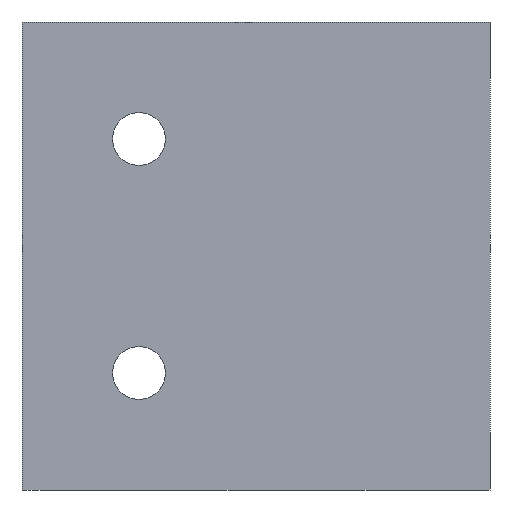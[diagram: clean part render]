
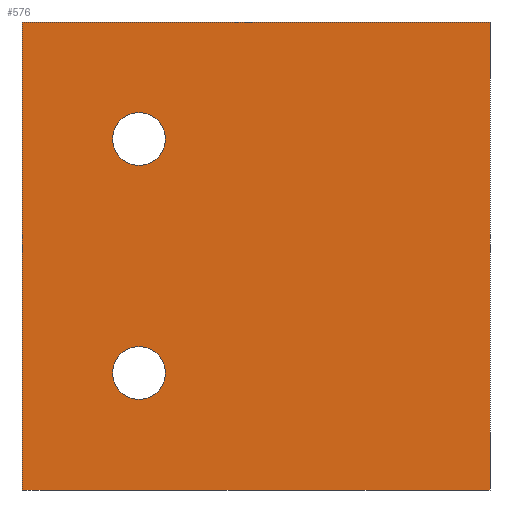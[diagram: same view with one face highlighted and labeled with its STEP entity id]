
A CAD part, left-side view. The second image highlights one B-rep face of the part: STEP entity #576.
In plain terms, the highlighted planar face has unit normal (-1, 0, 0).
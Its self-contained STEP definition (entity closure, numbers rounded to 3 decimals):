
#383=CARTESIAN_POINT('',(0.0,60.,24.5));
#384=VERTEX_POINT('',#383);
#385=CARTESIAN_POINT('',(0.0,60.,20.0));
#386=DIRECTION('',(1.0,0.0,0.0));
#387=DIRECTION('',(0.0,0.0,-1.0));
#388=AXIS2_PLACEMENT_3D('',#385,#386,#387);
#389=CIRCLE('',#388,4.5);
#390=EDGE_CURVE('',#384,#384,#389,.T.);
#451=CARTESIAN_POINT('',(0.0,60.,-15.5));
#452=VERTEX_POINT('',#451);
#453=CARTESIAN_POINT('',(0.0,60.,-20.0));
#454=DIRECTION('',(1.0,0.0,0.0));
#455=DIRECTION('',(0.0,0.0,-1.0));
#456=AXIS2_PLACEMENT_3D('',#453,#454,#455);
#457=CIRCLE('',#456,4.5);
#458=EDGE_CURVE('',#452,#452,#457,.T.);
#481=CARTESIAN_POINT('',(0.0,0.0,-40.0));
#482=VERTEX_POINT('',#481);
#489=CARTESIAN_POINT('',(0.0,80.0,-40.0));
#490=VERTEX_POINT('',#489);
#491=CARTESIAN_POINT('',(0.0,80.0,-40.0));
#492=DIRECTION('',(0.0,-1.0,0.0));
#493=VECTOR('',#492,80.0);
#494=LINE('',#491,#493);
#495=EDGE_CURVE('',#490,#482,#494,.T.);
#540=CARTESIAN_POINT('',(0.0,0.0,0.0));
#541=DIRECTION('',(-1.0,0.0,0.0));
#542=DIRECTION('',(0.0,0.0,1.0));
#543=AXIS2_PLACEMENT_3D('',#540,#541,#542);
#544=PLANE('',#543);
#545=CARTESIAN_POINT('',(0.0,0.0,40.0));
#546=VERTEX_POINT('',#545);
#547=CARTESIAN_POINT('',(0.0,80.0,40.0));
#548=VERTEX_POINT('',#547);
#549=CARTESIAN_POINT('',(0.0,0.0,40.0));
#550=DIRECTION('',(0.0,1.0,0.0));
#551=VECTOR('',#550,80.0);
#552=LINE('',#549,#551);
#553=EDGE_CURVE('',#546,#548,#552,.T.);
#554=ORIENTED_EDGE('',*,*,#553,.T.);
#555=CARTESIAN_POINT('',(0.0,80.0,-40.0));
#556=DIRECTION('',(0.0,0.0,1.0));
#557=VECTOR('',#556,80.0);
#558=LINE('',#555,#557);
#559=EDGE_CURVE('',#490,#548,#558,.T.);
#560=ORIENTED_EDGE('',*,*,#559,.F.);
#561=ORIENTED_EDGE('',*,*,#495,.T.);
#562=CARTESIAN_POINT('',(0.0,0.0,40.0));
#563=DIRECTION('',(0.0,0.0,-1.0));
#564=VECTOR('',#563,80.0);
#565=LINE('',#562,#564);
#566=EDGE_CURVE('',#546,#482,#565,.T.);
#567=ORIENTED_EDGE('',*,*,#566,.F.);
#568=EDGE_LOOP('',(#554,#560,#561,#567));
#569=FACE_OUTER_BOUND('',#568,.T.);
#570=ORIENTED_EDGE('',*,*,#390,.T.);
#571=EDGE_LOOP('',(#570));
#572=FACE_BOUND('',#571,.T.);
#573=ORIENTED_EDGE('',*,*,#458,.T.);
#574=EDGE_LOOP('',(#573));
#575=FACE_BOUND('',#574,.T.);
#576=ADVANCED_FACE('',(#569,#572,#575),#544,.T.);
